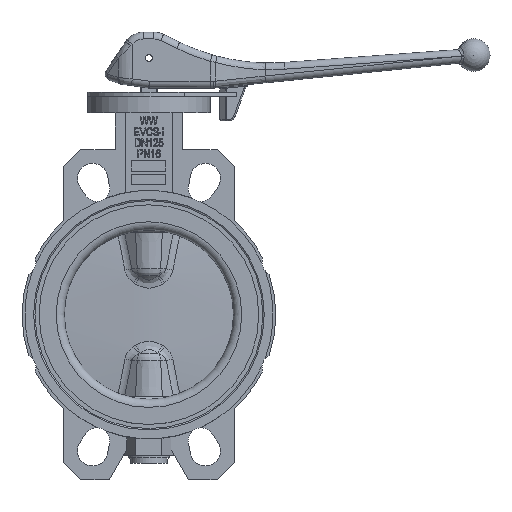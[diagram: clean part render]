
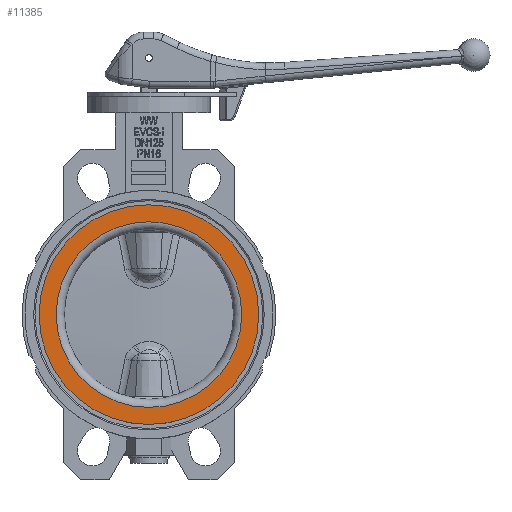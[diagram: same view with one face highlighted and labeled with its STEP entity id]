
A CAD part, top view. The second image highlights one B-rep face of the part: STEP entity #11385.
In plain terms, the highlighted planar face has unit normal (0, 0, 1).
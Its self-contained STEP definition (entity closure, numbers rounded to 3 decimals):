
#147=FACE_BOUND('',#1944,.T.);
#340=PLANE('',#12361);
#1276=FACE_OUTER_BOUND('',#1943,.T.);
#1943=EDGE_LOOP('',(#8902));
#1944=EDGE_LOOP('',(#8903));
#4464=CIRCLE('',#12246,68.);
#4465=CIRCLE('',#12248,80.5);
#5047=VERTEX_POINT('',#19780);
#5048=VERTEX_POINT('',#19784);
#6309=EDGE_CURVE('',#5047,#5047,#4464,.T.);
#6310=EDGE_CURVE('',#5048,#5048,#4465,.T.);
#8902=ORIENTED_EDGE('',*,*,#6310,.T.);
#8903=ORIENTED_EDGE('',*,*,#6309,.F.);
#11385=ADVANCED_FACE('',(#1276,#147),#340,.F.);
#12246=AXIS2_PLACEMENT_3D('',#19782,#13911,#13912);
#12248=AXIS2_PLACEMENT_3D('',#19785,#13915,#13916);
#12361=AXIS2_PLACEMENT_3D('',#21472,#14361,#14362);
#13911=DIRECTION('center_axis',(0.,0.,1.));
#13912=DIRECTION('ref_axis',(1.,0.,0.));
#13915=DIRECTION('center_axis',(0.,0.,1.));
#13916=DIRECTION('ref_axis',(1.,0.,0.));
#14361=DIRECTION('center_axis',(0.,0.,-1.));
#14362=DIRECTION('ref_axis',(-1.,0.,0.));
#19780=CARTESIAN_POINT('',(-68.,0.,29.));
#19782=CARTESIAN_POINT('Origin',(0.,0.,29.));
#19784=CARTESIAN_POINT('',(-80.5,0.,29.));
#19785=CARTESIAN_POINT('Origin',(0.,0.,29.));
#21472=CARTESIAN_POINT('Origin',(0.,68.,29.));
